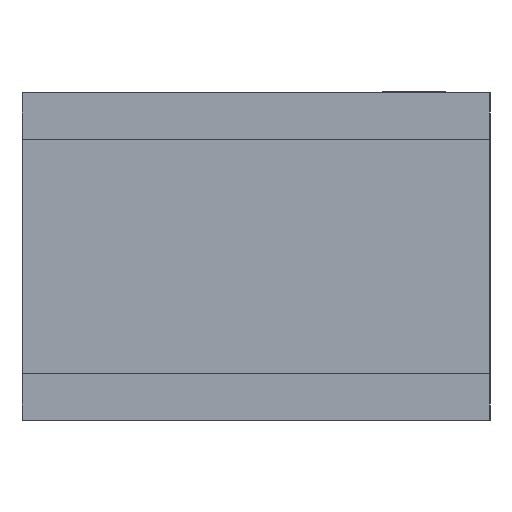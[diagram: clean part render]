
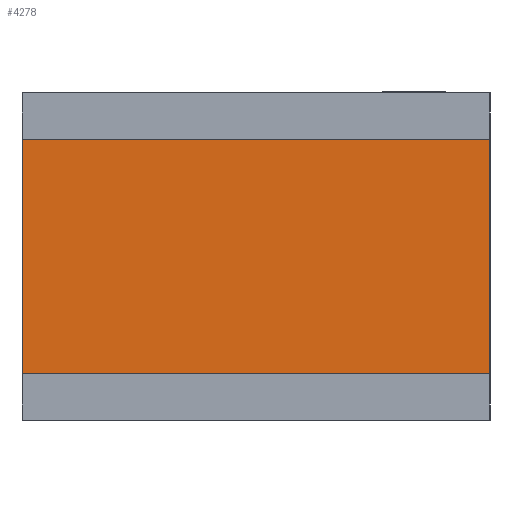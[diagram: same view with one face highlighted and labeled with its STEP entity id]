
A CAD part, left-side view. The second image highlights one B-rep face of the part: STEP entity #4278.
In plain terms, the highlighted planar face has unit normal (-1, 0, 0).
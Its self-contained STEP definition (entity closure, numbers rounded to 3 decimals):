
#1017 = ORIENTED_EDGE ( 'NONE', *, *, #13144, .T. ) ;
#1066 = CARTESIAN_POINT ( 'NONE',  ( -0.5, -0.25, 0.05 ) ) ;
#1237 = VECTOR ( 'NONE', #1744, 1000. ) ;
#1294 = CARTESIAN_POINT ( 'NONE',  ( -0.5, -0.25, 0.3 ) ) ;
#1372 = DIRECTION ( 'NONE',  ( 0., -1., 0. ) ) ;
#1744 = DIRECTION ( 'NONE',  ( 0., 0., -1. ) ) ;
#2127 = VERTEX_POINT ( 'NONE', #7433 ) ;
#2148 = FACE_OUTER_BOUND ( 'NONE', #12626, .T. ) ;
#2330 = ORIENTED_EDGE ( 'NONE', *, *, #14229, .F. ) ;
#3758 = LINE ( 'NONE', #1294, #9605 ) ;
#3833 = DIRECTION ( 'NONE',  ( 0., 0., -1. ) ) ;
#4278 = ADVANCED_FACE ( 'NONE', ( #2148 ), #10469, .F. ) ;
#5607 = VECTOR ( 'NONE', #13038, 1000. ) ;
#6368 = VECTOR ( 'NONE', #1372, 1000. ) ;
#6666 = CARTESIAN_POINT ( 'NONE',  ( -0.5, 0.25, 0.3 ) ) ;
#7368 = CARTESIAN_POINT ( 'NONE',  ( -0.5, -0.25, 0.3 ) ) ;
#7433 = CARTESIAN_POINT ( 'NONE',  ( -0.5, 0.25, 0.3 ) ) ;
#7483 = ORIENTED_EDGE ( 'NONE', *, *, #12746, .F. ) ;
#8258 = VERTEX_POINT ( 'NONE', #7368 ) ;
#8498 = ORIENTED_EDGE ( 'NONE', *, *, #11867, .T. ) ;
#9076 = CARTESIAN_POINT ( 'NONE',  ( -0.5, -0.25, 0.3 ) ) ;
#9605 = VECTOR ( 'NONE', #3833, 1000. ) ;
#9753 = LINE ( 'NONE', #13202, #5607 ) ;
#10469 = PLANE ( 'NONE',  #13364 ) ;
#11256 = CARTESIAN_POINT ( 'NONE',  ( -0.5, 0.25, 0.05 ) ) ;
#11604 = DIRECTION ( 'NONE',  ( 1., 0., 0. ) ) ;
#11819 = LINE ( 'NONE', #14211, #6368 ) ;
#11867 = EDGE_CURVE ( 'NONE', #13402, #13740, #9753, .T. ) ;
#12181 = LINE ( 'NONE', #6666, #1237 ) ;
#12626 = EDGE_LOOP ( 'NONE', ( #8498, #2330, #7483, #1017 ) ) ;
#12746 = EDGE_CURVE ( 'NONE', #2127, #8258, #11819, .T. ) ;
#13038 = DIRECTION ( 'NONE',  ( 0., -1., 0. ) ) ;
#13144 = EDGE_CURVE ( 'NONE', #2127, #13402, #12181, .T. ) ;
#13202 = CARTESIAN_POINT ( 'NONE',  ( -0.5, -0.25, 0.05 ) ) ;
#13364 = AXIS2_PLACEMENT_3D ( 'NONE', #9076, #11604, #14986 ) ;
#13402 = VERTEX_POINT ( 'NONE', #11256 ) ;
#13740 = VERTEX_POINT ( 'NONE', #1066 ) ;
#14211 = CARTESIAN_POINT ( 'NONE',  ( -0.5, -0.25, 0.3 ) ) ;
#14229 = EDGE_CURVE ( 'NONE', #8258, #13740, #3758, .T. ) ;
#14986 = DIRECTION ( 'NONE',  ( 0., 0., -1. ) ) ;
